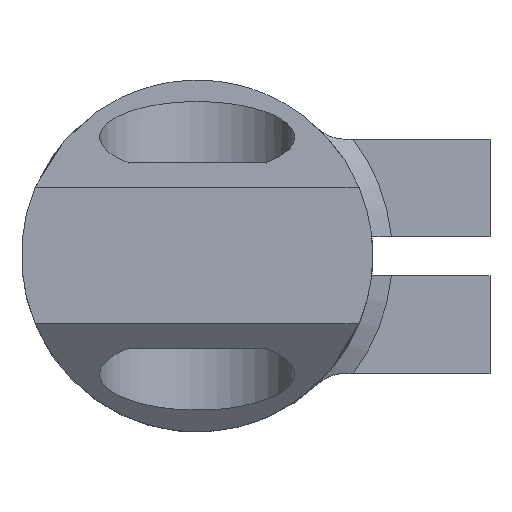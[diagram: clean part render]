
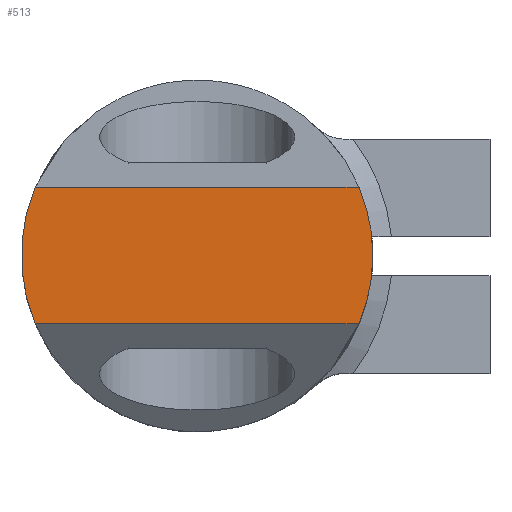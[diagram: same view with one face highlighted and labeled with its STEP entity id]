
A CAD part, top view. The second image highlights one B-rep face of the part: STEP entity #513.
In plain terms, the highlighted planar face has unit normal (0, 0, 1).
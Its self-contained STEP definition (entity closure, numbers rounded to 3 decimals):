
#65=PLANE('',#595);
#93=FACE_OUTER_BOUND('',#127,.T.);
#127=EDGE_LOOP('',(#464,#465,#466,#467,#468));
#157=LINE('',#899,#195);
#162=LINE('',#912,#200);
#195=VECTOR('',#719,10.);
#200=VECTOR('',#734,10.);
#216=CIRCLE('',#572,9.);
#217=CIRCLE('',#574,9.);
#218=CIRCLE('',#576,9.);
#254=VERTEX_POINT('',#866);
#255=VERTEX_POINT('',#868);
#256=VERTEX_POINT('',#870);
#257=VERTEX_POINT('',#872);
#258=VERTEX_POINT('',#874);
#311=EDGE_CURVE('',#255,#254,#216,.T.);
#313=EDGE_CURVE('',#257,#256,#217,.T.);
#315=EDGE_CURVE('',#254,#258,#218,.T.);
#327=EDGE_CURVE('',#258,#257,#157,.T.);
#334=EDGE_CURVE('',#256,#255,#162,.T.);
#464=ORIENTED_EDGE('',*,*,#334,.T.);
#465=ORIENTED_EDGE('',*,*,#311,.T.);
#466=ORIENTED_EDGE('',*,*,#315,.T.);
#467=ORIENTED_EDGE('',*,*,#327,.T.);
#468=ORIENTED_EDGE('',*,*,#313,.T.);
#513=ADVANCED_FACE('',(#93),#65,.T.);
#572=AXIS2_PLACEMENT_3D('',#869,#684,#685);
#574=AXIS2_PLACEMENT_3D('',#873,#688,#689);
#576=AXIS2_PLACEMENT_3D('',#876,#692,#693);
#595=AXIS2_PLACEMENT_3D('',#922,#747,#748);
#684=DIRECTION('center_axis',(0.,0.,1.));
#685=DIRECTION('ref_axis',(-1.,0.,0.));
#688=DIRECTION('center_axis',(0.,0.,1.));
#689=DIRECTION('ref_axis',(-1.,0.,0.));
#692=DIRECTION('center_axis',(0.,0.,1.));
#693=DIRECTION('ref_axis',(-1.,0.,0.));
#719=DIRECTION('',(-1.,0.,0.));
#734=DIRECTION('',(1.,0.,0.));
#747=DIRECTION('center_axis',(0.,0.,1.));
#748=DIRECTION('ref_axis',(-1.,0.,0.));
#866=CARTESIAN_POINT('',(9.,0.,65.));
#868=CARTESIAN_POINT('',(8.292,-3.5,65.));
#869=CARTESIAN_POINT('Origin',(0.,0.,65.));
#870=CARTESIAN_POINT('',(-8.292,-3.5,65.));
#872=CARTESIAN_POINT('',(-8.292,3.5,65.));
#873=CARTESIAN_POINT('Origin',(0.,0.,65.));
#874=CARTESIAN_POINT('',(8.292,3.5,65.));
#876=CARTESIAN_POINT('Origin',(0.,0.,65.));
#899=CARTESIAN_POINT('',(4.5,3.5,65.));
#912=CARTESIAN_POINT('',(4.5,-3.5,65.));
#922=CARTESIAN_POINT('Origin',(0.,0.,65.));
